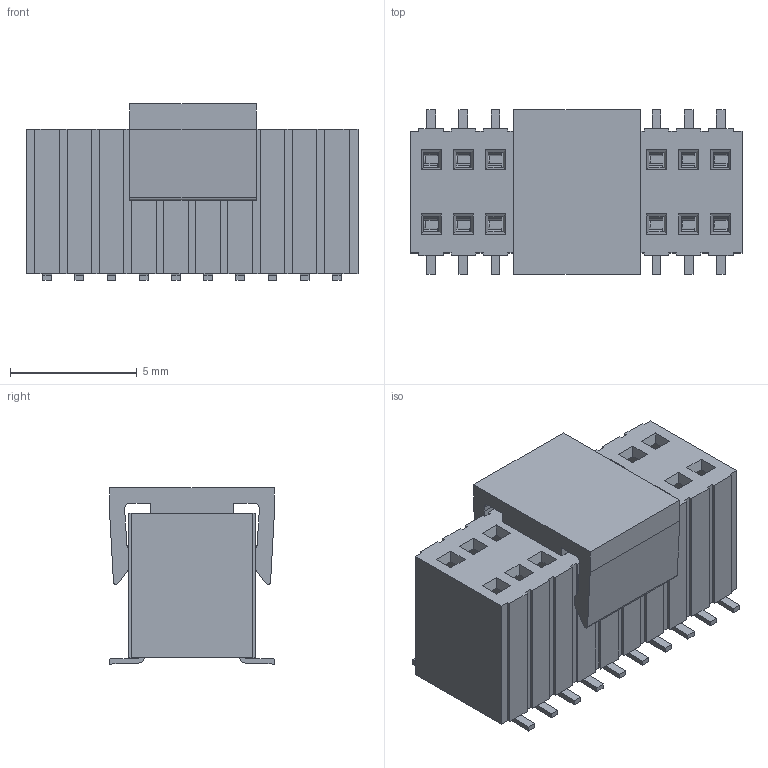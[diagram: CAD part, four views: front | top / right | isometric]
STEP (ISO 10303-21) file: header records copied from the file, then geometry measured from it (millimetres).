
FILE_DESCRIPTION( ('This file contains a STEP AP42 implementation' ,'as created by ZW3D STEP Interface translator.') ,'2;1' );
FILE_NAME( '2457-2XXMXXCUNX1.stp' ,'23 411.142028', (''), ('ZWCAD Software Co.'), 'Version 1.0', 'ZW3D to STEP translator', '' );
FILE_SCHEMA(('AUTOMOTIVE_DESIGN { 1 0 10303 214 1 1 1 1 }'));
Length unit declared in the file: millimetre
Products named in the file (2): 0; 2457-205MG0CUNR1
Bounding box: 13.1 x 6.5 x 6.95 mm (x, y, z)
Volume: 314.1 mm3; surface area: 1348 mm2
Topology: 1 solids, 1 shells, 2034 faces, 6197 edges, 4080 vertices
Faces by surface type: plane 1356, cylinder 344, bspline 334
Entity records: 73756 total; most frequent: CARTESIAN_POINT 16041, ORIENTED_EDGE 12444, DIRECTION 10827, EDGE_CURVE 6202, VECTOR 4755, LINE 4755, VERTEX_POINT 4080, AXIS2_PLACEMENT_3D 3036
